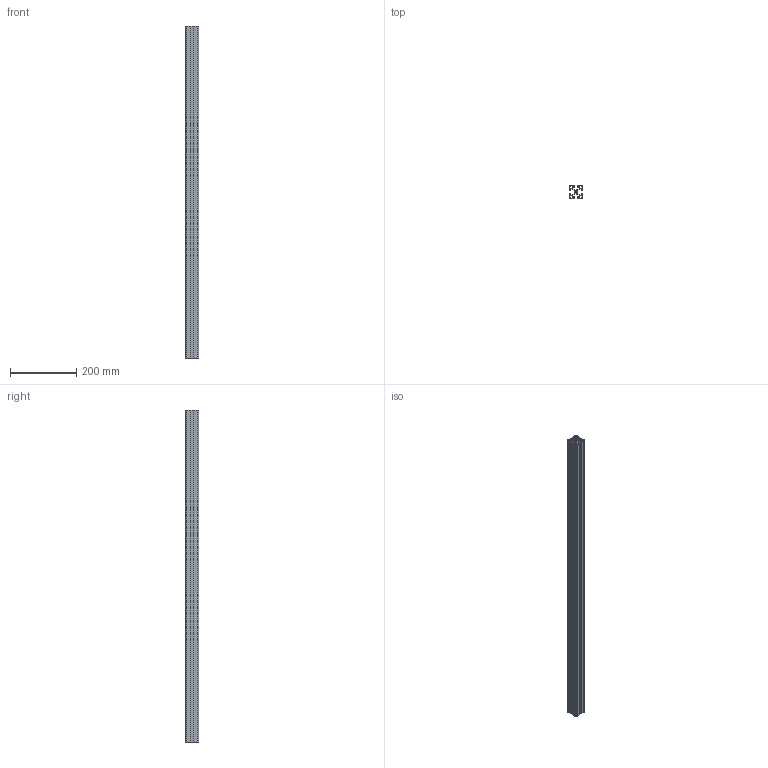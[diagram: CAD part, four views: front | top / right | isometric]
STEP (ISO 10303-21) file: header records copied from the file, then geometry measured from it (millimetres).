
FILE_DESCRIPTION(('STEP AP214'), '1');
FILE_NAME('8-4040', '', ('UNSPECIFIED'), ('UNSPECIFIED'), 'ASCON STEP Converter 1.6', 'ASCON Math Kernel', '');
FILE_SCHEMA(('AUTOMOTIVE_DESIGN { 1 0 10303 214 3 1 1}'));
Length unit declared in the file: millimetre
Bounding box: 40 x 40 x 1000 mm (x, y, z)
Volume: 428251.2 mm3; surface area: 500100.9 mm2
Topology: 1 solids, 1 shells, 187 faces, 555 edges, 370 vertices
Faces by surface type: plane 94, cylinder 93
Full cylindrical faces by diameter (mm): 6.8 x1
Entity records: 7870 total; most frequent: DIRECTION 1116, CARTESIAN_POINT 1112, ORIENTED_EDGE 1108, EDGE_CURVE 554, AXIS2_PLACEMENT_3D 374, VERTEX_POINT 370, LINE 368, VECTOR 368
